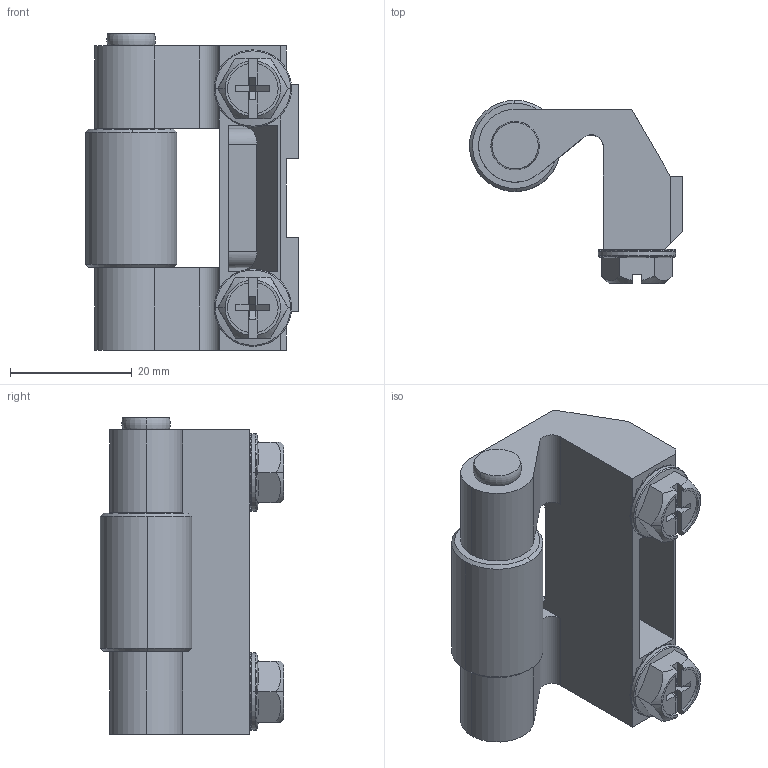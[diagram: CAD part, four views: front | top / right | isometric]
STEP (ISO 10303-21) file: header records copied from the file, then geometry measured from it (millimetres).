
FILE_DESCRIPTION (( 'STEP AP203' ), '1' );
FILE_NAME ('MG16.1.1.24.STEP', '2022-07-21T10:05:06', ( '' ), ( '' ), 'SwSTEP 2.0', 'SolidWorks 2021', '' );
FILE_SCHEMA (( 'CONFIG_CONTROL_DESIGN' ));
Length unit declared in the file: millimetre
Products named in the file (1): MG16.1.1.24
Bounding box: 35 x 30.1 x 52 mm (x, y, z)
Surface area: 8763.1 mm2 (no closed solid volume)
Topology: 0 solids, 54 shells, 240 faces, 656 edges, 472 vertices
Faces by surface type: plane 172, cylinder 22, bspline 20, cone 16, torus 10
Entity records: 7710 total; most frequent: CARTESIAN_POINT 1807, DIRECTION 1130, ORIENTED_EDGE 1060, EDGE_CURVE 656, LINE 500, VECTOR 500, VERTEX_POINT 472, AXIS2_PLACEMENT_3D 315
